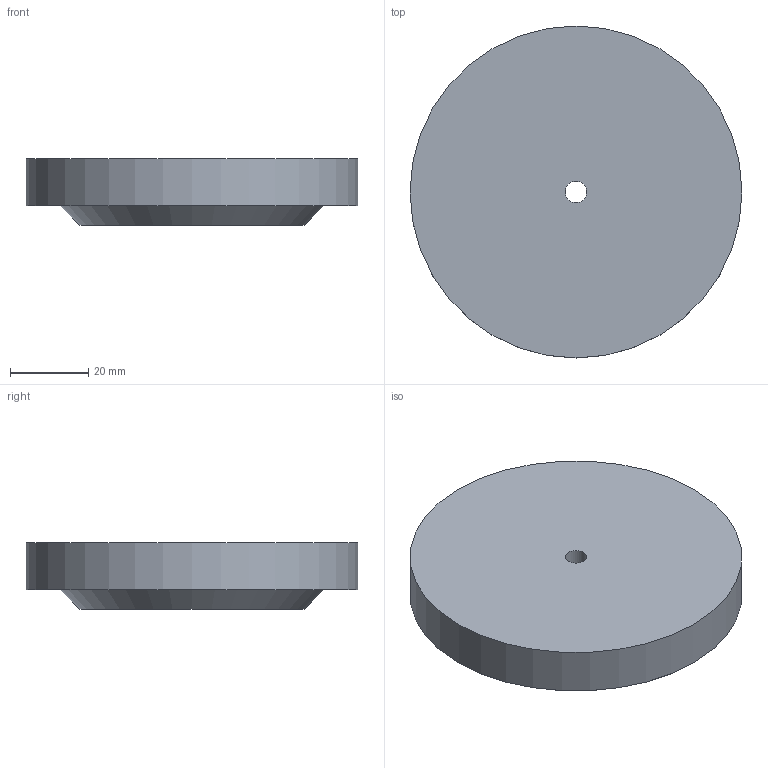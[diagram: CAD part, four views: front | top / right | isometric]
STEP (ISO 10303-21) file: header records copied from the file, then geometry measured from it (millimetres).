
FILE_DESCRIPTION(/* description */ (''),/* implementation_level */ '2;1');
FILE_NAME(/* name */ 'MOLD 2 TURNING.step',/* time_stamp */ '2024-06-30T17:51:41+02:00',/* author */ (''),/* organization */ (''),/* preprocessor_version */ 'ST-DEVELOPER v20',/* originating_system */ 'Autodesk Translation Framework v13.14.0.145',/* authorisation */ '');
FILE_SCHEMA (('AUTOMOTIVE_DESIGN { 1 0 10303 214 3 1 1 }'));
Length unit declared in the file: millimetre
Products named in the file (1): stampo DEF.  BASSI
Bounding box: 84.8 x 84.8 x 17 mm (x, y, z)
Volume: 82697.2 mm3; surface area: 15143.1 mm2
Topology: 1 solids, 1 shells, 10 faces, 16 edges, 10 vertices
Faces by surface type: plane 4, cylinder 2, torus 2, cone 2
Full cylindrical faces by diameter (mm): 5.529 x1, 84.8 x1
Entity records: 287 total; most frequent: DIRECTION 50, CARTESIAN_POINT 37, ORIENTED_EDGE 32, AXIS2_PLACEMENT_3D 23, EDGE_CURVE 16, EDGE_LOOP 14, CIRCLE 12, FACE_OUTER_BOUND 10
